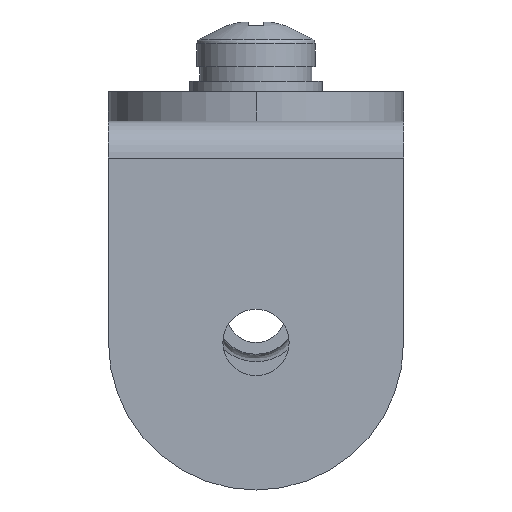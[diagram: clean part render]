
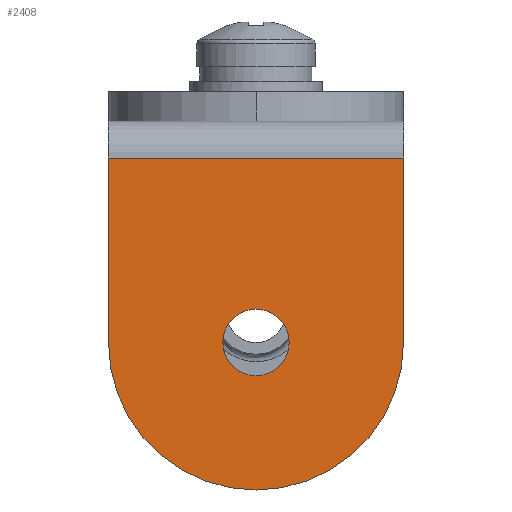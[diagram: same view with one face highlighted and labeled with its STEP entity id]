
A CAD part, front view. The second image highlights one B-rep face of the part: STEP entity #2408.
In plain terms, the highlighted planar face has unit normal (0, -1, 0).
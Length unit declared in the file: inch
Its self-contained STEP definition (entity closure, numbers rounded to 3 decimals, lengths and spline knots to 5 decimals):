
#23 = DIRECTION ( 'NONE',  ( 0., -1., 0. ) ) ;
#60 = VERTEX_POINT ( 'NONE', #2394 ) ;
#217 = CIRCLE ( 'NONE', #4322, 0.3937 ) ;
#220 = EDGE_LOOP ( 'NONE', ( #4687, #2515 ) ) ;
#273 = DIRECTION ( 'NONE',  ( 0., 0., -1. ) ) ;
#306 = ORIENTED_EDGE ( 'NONE', *, *, #4359, .F. ) ;
#308 = DIRECTION ( 'NONE',  ( 0., 0., -1. ) ) ;
#330 = FACE_OUTER_BOUND ( 'NONE', #1229, .T. ) ;
#332 = DIRECTION ( 'NONE',  ( 0., 0., -1. ) ) ;
#492 = CARTESIAN_POINT ( 'NONE',  ( 0., -0.59055, -0.66929 ) ) ;
#601 = VERTEX_POINT ( 'NONE', #644 ) ;
#644 = CARTESIAN_POINT ( 'NONE',  ( 0.3937, -0.59055, -0.66929 ) ) ;
#727 = CARTESIAN_POINT ( 'NONE',  ( 0., -0.59055, -0.66929 ) ) ;
#739 = DIRECTION ( 'NONE',  ( 0., 0., 1. ) ) ;
#740 = CIRCLE ( 'NONE', #1309, 0.3937 ) ;
#1036 = LINE ( 'NONE', #1510, #3802 ) ;
#1139 = VERTEX_POINT ( 'NONE', #1144 ) ;
#1143 = CARTESIAN_POINT ( 'NONE',  ( 0., -0.59055, -0.66929 ) ) ;
#1144 = CARTESIAN_POINT ( 'NONE',  ( 0., -0.59055, -0.58071 ) ) ;
#1194 = DIRECTION ( 'NONE',  ( 0., 1., 0. ) ) ;
#1229 = EDGE_LOOP ( 'NONE', ( #306, #4094, #1576, #3708, #4139 ) ) ;
#1243 = FACE_BOUND ( 'NONE', #220, .T. ) ;
#1309 = AXIS2_PLACEMENT_3D ( 'NONE', #1398, #2501, #308 ) ;
#1362 = LINE ( 'NONE', #3219, #2205 ) ;
#1380 = EDGE_CURVE ( 'NONE', #3622, #601, #1362, .T. ) ;
#1398 = CARTESIAN_POINT ( 'NONE',  ( 0., -0.59055, -0.66929 ) ) ;
#1510 = CARTESIAN_POINT ( 'NONE',  ( -0.3937, -0.59055, -0.66929 ) ) ;
#1576 = ORIENTED_EDGE ( 'NONE', *, *, #3649, .F. ) ;
#1584 = CARTESIAN_POINT ( 'NONE',  ( 0., -0.59055, -1.06299 ) ) ;
#1652 = VERTEX_POINT ( 'NONE', #2157 ) ;
#1868 = CIRCLE ( 'NONE', #2096, 0.08858 ) ;
#2096 = AXIS2_PLACEMENT_3D ( 'NONE', #2922, #23, #2581 ) ;
#2157 = CARTESIAN_POINT ( 'NONE',  ( 0., -0.59055, -0.75787 ) ) ;
#2205 = VECTOR ( 'NONE', #273, 39.37008 ) ;
#2394 = CARTESIAN_POINT ( 'NONE',  ( -0.3937, -0.59055, -0.17717 ) ) ;
#2408 = ADVANCED_FACE ( 'NONE', ( #1243, #330 ), #2954, .F. ) ;
#2501 = DIRECTION ( 'NONE',  ( 0., 1., 0. ) ) ;
#2515 = ORIENTED_EDGE ( 'NONE', *, *, #3550, .F. ) ;
#2551 = DIRECTION ( 'NONE',  ( 0., 0., 1. ) ) ;
#2581 = DIRECTION ( 'NONE',  ( 0., 0., -1. ) ) ;
#2729 = CARTESIAN_POINT ( 'NONE',  ( -0.3937, -0.59055, -0.66929 ) ) ;
#2791 = DIRECTION ( 'NONE',  ( 1., 0., 0. ) ) ;
#2883 = EDGE_CURVE ( 'NONE', #3266, #60, #1036, .T. ) ;
#2911 = DIRECTION ( 'NONE',  ( 0., 1., 0. ) ) ;
#2922 = CARTESIAN_POINT ( 'NONE',  ( 0., -0.59055, -0.66929 ) ) ;
#2954 = PLANE ( 'NONE',  #4212 ) ;
#2984 = DIRECTION ( 'NONE',  ( 0., 0., -1. ) ) ;
#3006 = AXIS2_PLACEMENT_3D ( 'NONE', #727, #3602, #332 ) ;
#3175 = CARTESIAN_POINT ( 'NONE',  ( 0., -0.59055, -0.17717 ) ) ;
#3219 = CARTESIAN_POINT ( 'NONE',  ( 0.3937, -0.59055, -0.66929 ) ) ;
#3266 = VERTEX_POINT ( 'NONE', #2729 ) ;
#3550 = EDGE_CURVE ( 'NONE', #1139, #1652, #1868, .T. ) ;
#3602 = DIRECTION ( 'NONE',  ( 0., -1., 0. ) ) ;
#3622 = VERTEX_POINT ( 'NONE', #3975 ) ;
#3649 = EDGE_CURVE ( 'NONE', #4546, #3266, #217, .T. ) ;
#3708 = ORIENTED_EDGE ( 'NONE', *, *, #4106, .F. ) ;
#3802 = VECTOR ( 'NONE', #2551, 39.37008 ) ;
#3891 = VECTOR ( 'NONE', #2791, 39.37008 ) ;
#3953 = CIRCLE ( 'NONE', #3006, 0.08858 ) ;
#3975 = CARTESIAN_POINT ( 'NONE',  ( 0.3937, -0.59055, -0.17717 ) ) ;
#4086 = EDGE_CURVE ( 'NONE', #1652, #1139, #3953, .T. ) ;
#4094 = ORIENTED_EDGE ( 'NONE', *, *, #2883, .F. ) ;
#4106 = EDGE_CURVE ( 'NONE', #601, #4546, #740, .T. ) ;
#4139 = ORIENTED_EDGE ( 'NONE', *, *, #1380, .F. ) ;
#4212 = AXIS2_PLACEMENT_3D ( 'NONE', #1143, #2911, #739 ) ;
#4322 = AXIS2_PLACEMENT_3D ( 'NONE', #492, #1194, #2984 ) ;
#4359 = EDGE_CURVE ( 'NONE', #60, #3622, #4398, .T. ) ;
#4398 = LINE ( 'NONE', #3175, #3891 ) ;
#4546 = VERTEX_POINT ( 'NONE', #1584 ) ;
#4687 = ORIENTED_EDGE ( 'NONE', *, *, #4086, .F. ) ;
